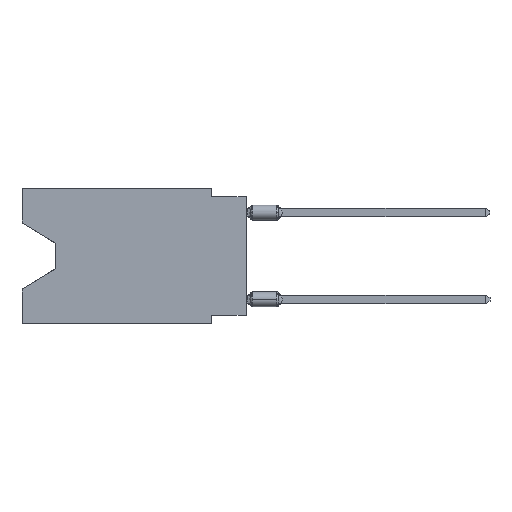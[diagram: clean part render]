
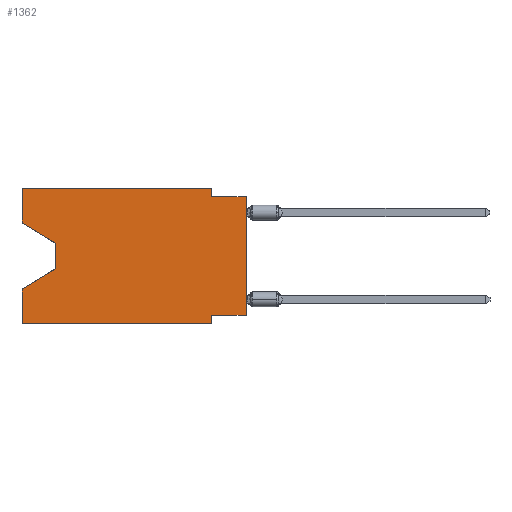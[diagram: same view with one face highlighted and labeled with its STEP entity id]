
A CAD part, left-side view. The second image highlights one B-rep face of the part: STEP entity #1362.
In plain terms, the highlighted planar face has unit normal (-1, 0, 0).
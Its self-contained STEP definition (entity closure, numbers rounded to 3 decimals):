
#100 = CARTESIAN_POINT ( 'NONE',  ( 0., 2.54, 0. ) ) ;
#230 = VERTEX_POINT ( 'NONE', #3314 ) ;
#558 = LINE ( 'NONE', #7193, #6729 ) ;
#612 = VECTOR ( 'NONE', #18640, 1000. ) ;
#964 = ORIENTED_EDGE ( 'NONE', *, *, #2222, .T. ) ;
#1048 = CARTESIAN_POINT ( 'NONE',  ( 0., 13.97, -5.893 ) ) ;
#1172 = VECTOR ( 'NONE', #12108, 1000. ) ;
#1245 = VERTEX_POINT ( 'NONE', #100 ) ;
#1249 = CARTESIAN_POINT ( 'NONE',  ( 0., 2.54, 0. ) ) ;
#1362 = ADVANCED_FACE ( 'NONE', ( #19133 ), #13838, .F. ) ;
#1549 = ORIENTED_EDGE ( 'NONE', *, *, #14236, .T. ) ;
#1641 = EDGE_CURVE ( 'NONE', #9751, #20797, #7138, .T. ) ;
#2091 = VECTOR ( 'NONE', #21035, 1000. ) ;
#2127 = EDGE_CURVE ( 'NONE', #13170, #16050, #558, .T. ) ;
#2222 = EDGE_CURVE ( 'NONE', #7848, #230, #17442, .T. ) ;
#2400 = EDGE_CURVE ( 'NONE', #18962, #10511, #5222, .T. ) ;
#2533 = CARTESIAN_POINT ( 'NONE',  ( 0., 16.383, 0. ) ) ;
#2581 = CARTESIAN_POINT ( 'NONE',  ( 0., 0., -0.635 ) ) ;
#2988 = LINE ( 'NONE', #1249, #5471 ) ;
#3046 = EDGE_CURVE ( 'NONE', #10511, #1245, #16185, .T. ) ;
#3314 = CARTESIAN_POINT ( 'NONE',  ( 0., 2.54, -9.906 ) ) ;
#3764 = CARTESIAN_POINT ( 'NONE',  ( 0., 13.97, -4.013 ) ) ;
#3845 = VECTOR ( 'NONE', #13979, 1000. ) ;
#4058 = DIRECTION ( 'NONE',  ( 0., 0.855, -0.519 ) ) ;
#4087 = EDGE_LOOP ( 'NONE', ( #1549, #13432, #15307, #6826, #964, #12761, #11350, #8184, #15008, #11307, #11525, #17349 ) ) ;
#4526 = VECTOR ( 'NONE', #12191, 1000. ) ;
#4647 = VERTEX_POINT ( 'NONE', #19035 ) ;
#5055 = EDGE_CURVE ( 'NONE', #18223, #4647, #15458, .T. ) ;
#5222 = LINE ( 'NONE', #13844, #1172 ) ;
#5471 = VECTOR ( 'NONE', #17495, 1000. ) ;
#5988 = LINE ( 'NONE', #12458, #3845 ) ;
#6017 = LINE ( 'NONE', #6225, #9238 ) ;
#6035 = VECTOR ( 'NONE', #14193, 1000. ) ;
#6225 = CARTESIAN_POINT ( 'NONE',  ( 0., 0., 0. ) ) ;
#6336 = AXIS2_PLACEMENT_3D ( 'NONE', #7485, #9094, #17307 ) ;
#6729 = VECTOR ( 'NONE', #20349, 1000. ) ;
#6826 = ORIENTED_EDGE ( 'NONE', *, *, #18370, .F. ) ;
#7138 = LINE ( 'NONE', #3764, #20148 ) ;
#7193 = CARTESIAN_POINT ( 'NONE',  ( 0., 0., -9.271 ) ) ;
#7485 = CARTESIAN_POINT ( 'NONE',  ( 0., 16.383, 0. ) ) ;
#7848 = VERTEX_POINT ( 'NONE', #11913 ) ;
#7873 = CARTESIAN_POINT ( 'NONE',  ( 0., 16.383, 0. ) ) ;
#8184 = ORIENTED_EDGE ( 'NONE', *, *, #12670, .T. ) ;
#8624 = CARTESIAN_POINT ( 'NONE',  ( 0., 2.54, -9.906 ) ) ;
#9016 = CARTESIAN_POINT ( 'NONE',  ( 0., 2.54, -0.635 ) ) ;
#9094 = DIRECTION ( 'NONE',  ( 1., 0., 0. ) ) ;
#9238 = VECTOR ( 'NONE', #19290, 1000. ) ;
#9751 = VERTEX_POINT ( 'NONE', #12947 ) ;
#9866 = CARTESIAN_POINT ( 'NONE',  ( 0., 16.383, -7.36 ) ) ;
#9970 = CARTESIAN_POINT ( 'NONE',  ( 0., 16.383, -2.546 ) ) ;
#10308 = CARTESIAN_POINT ( 'NONE',  ( 0., 16.383, -2.546 ) ) ;
#10511 = VERTEX_POINT ( 'NONE', #2533 ) ;
#10943 = CARTESIAN_POINT ( 'NONE',  ( 0., 16.383, -9.906 ) ) ;
#11307 = ORIENTED_EDGE ( 'NONE', *, *, #13538, .F. ) ;
#11350 = ORIENTED_EDGE ( 'NONE', *, *, #2127, .F. ) ;
#11525 = ORIENTED_EDGE ( 'NONE', *, *, #3046, .F. ) ;
#11700 = VECTOR ( 'NONE', #18460, 1000. ) ;
#11913 = CARTESIAN_POINT ( 'NONE',  ( 0., 16.383, -9.906 ) ) ;
#12108 = DIRECTION ( 'NONE',  ( 0., 0., 1. ) ) ;
#12150 = LINE ( 'NONE', #18761, #19996 ) ;
#12191 = DIRECTION ( 'NONE',  ( 0., -1., 0. ) ) ;
#12458 = CARTESIAN_POINT ( 'NONE',  ( 0., 16.383, 0. ) ) ;
#12670 = EDGE_CURVE ( 'NONE', #13170, #4647, #6017, .T. ) ;
#12761 = ORIENTED_EDGE ( 'NONE', *, *, #14794, .F. ) ;
#12947 = CARTESIAN_POINT ( 'NONE',  ( 0., 13.97, -4.013 ) ) ;
#13170 = VERTEX_POINT ( 'NONE', #14276 ) ;
#13432 = ORIENTED_EDGE ( 'NONE', *, *, #1641, .T. ) ;
#13538 = EDGE_CURVE ( 'NONE', #1245, #18223, #2988, .T. ) ;
#13838 = PLANE ( 'NONE',  #6336 ) ;
#13844 = CARTESIAN_POINT ( 'NONE',  ( 0., 16.383, 0. ) ) ;
#13979 = DIRECTION ( 'NONE',  ( 0., 0., 1. ) ) ;
#14193 = DIRECTION ( 'NONE',  ( 0., -1., 0. ) ) ;
#14236 = EDGE_CURVE ( 'NONE', #18962, #9751, #17129, .T. ) ;
#14276 = CARTESIAN_POINT ( 'NONE',  ( 0., 0., -9.271 ) ) ;
#14693 = CARTESIAN_POINT ( 'NONE',  ( 0., 2.54, -9.271 ) ) ;
#14794 = EDGE_CURVE ( 'NONE', #16050, #230, #16511, .T. ) ;
#15008 = ORIENTED_EDGE ( 'NONE', *, *, #5055, .F. ) ;
#15307 = ORIENTED_EDGE ( 'NONE', *, *, #16637, .T. ) ;
#15458 = LINE ( 'NONE', #2581, #4526 ) ;
#16050 = VERTEX_POINT ( 'NONE', #14693 ) ;
#16185 = LINE ( 'NONE', #7873, #2091 ) ;
#16511 = LINE ( 'NONE', #8624, #11700 ) ;
#16637 = EDGE_CURVE ( 'NONE', #20797, #18418, #12150, .T. ) ;
#16748 = DIRECTION ( 'NONE',  ( 0., 0., -1. ) ) ;
#17129 = LINE ( 'NONE', #10308, #612 ) ;
#17307 = DIRECTION ( 'NONE',  ( 0., 0., -1. ) ) ;
#17349 = ORIENTED_EDGE ( 'NONE', *, *, #2400, .F. ) ;
#17442 = LINE ( 'NONE', #10943, #6035 ) ;
#17495 = DIRECTION ( 'NONE',  ( 0., 0., -1. ) ) ;
#18223 = VERTEX_POINT ( 'NONE', #9016 ) ;
#18370 = EDGE_CURVE ( 'NONE', #7848, #18418, #5988, .T. ) ;
#18418 = VERTEX_POINT ( 'NONE', #9866 ) ;
#18460 = DIRECTION ( 'NONE',  ( 0., 0., -1. ) ) ;
#18640 = DIRECTION ( 'NONE',  ( 0., -0.855, -0.519 ) ) ;
#18761 = CARTESIAN_POINT ( 'NONE',  ( 0., 13.97, -5.893 ) ) ;
#18962 = VERTEX_POINT ( 'NONE', #9970 ) ;
#19035 = CARTESIAN_POINT ( 'NONE',  ( 0., 0., -0.635 ) ) ;
#19133 = FACE_OUTER_BOUND ( 'NONE', #4087, .T. ) ;
#19290 = DIRECTION ( 'NONE',  ( 0., 0., 1. ) ) ;
#19996 = VECTOR ( 'NONE', #4058, 1000. ) ;
#20148 = VECTOR ( 'NONE', #16748, 1000. ) ;
#20349 = DIRECTION ( 'NONE',  ( 0., 1., 0. ) ) ;
#20797 = VERTEX_POINT ( 'NONE', #1048 ) ;
#21035 = DIRECTION ( 'NONE',  ( 0., -1., 0. ) ) ;
